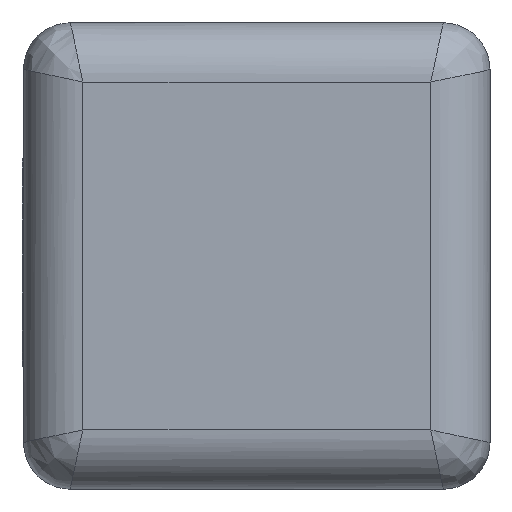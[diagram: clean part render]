
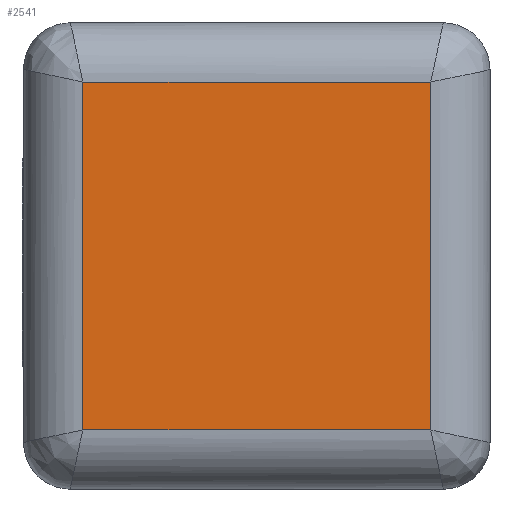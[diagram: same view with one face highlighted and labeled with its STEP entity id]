
A CAD part, left-side view. The second image highlights one B-rep face of the part: STEP entity #2541.
In plain terms, the highlighted planar face has unit normal (-1, 0, 0).
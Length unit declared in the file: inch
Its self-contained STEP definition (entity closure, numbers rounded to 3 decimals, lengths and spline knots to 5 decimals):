
#64 = VECTOR ( 'NONE', #763, 39.37008 ) ;
#122 = CARTESIAN_POINT ( 'NONE',  ( -0.03937, 0.031, 0.01156 ) ) ;
#390 = VERTEX_POINT ( 'NONE', #1737 ) ;
#598 = VERTEX_POINT ( 'NONE', #7748 ) ;
#763 = DIRECTION ( 'NONE',  ( 0., 1., 0. ) ) ;
#880 = DIRECTION ( 'NONE',  ( 1., 0., 0. ) ) ;
#1231 = LINE ( 'NONE', #4464, #8240 ) ;
#1449 = LINE ( 'NONE', #6102, #64 ) ;
#1451 = VERTEX_POINT ( 'NONE', #6158 ) ;
#1467 = EDGE_CURVE ( 'NONE', #7110, #1451, #1449, .T. ) ;
#1489 = LINE ( 'NONE', #7569, #3315 ) ;
#1511 = DIRECTION ( 'NONE',  ( 0., 0., 1. ) ) ;
#1737 = CARTESIAN_POINT ( 'NONE',  ( -0.03937, 0.02706, 0.01156 ) ) ;
#2173 = ORIENTED_EDGE ( 'NONE', *, *, #5008, .F. ) ;
#2541 = ADVANCED_FACE ( 'NONE', ( #3452 ), #5500, .F. ) ;
#2766 = VECTOR ( 'NONE', #7640, 39.37008 ) ;
#3005 = ORIENTED_EDGE ( 'NONE', *, *, #1467, .F. ) ;
#3315 = VECTOR ( 'NONE', #1511, 39.37008 ) ;
#3452 = FACE_OUTER_BOUND ( 'NONE', #8096, .T. ) ;
#3490 = EDGE_CURVE ( 'NONE', #390, #598, #4587, .T. ) ;
#3934 = ORIENTED_EDGE ( 'NONE', *, *, #3490, .F. ) ;
#4464 = CARTESIAN_POINT ( 'NONE',  ( -0.03937, 0.00394, 0.0155 ) ) ;
#4587 = LINE ( 'NONE', #122, #2766 ) ;
#4959 = CARTESIAN_POINT ( 'NONE',  ( -0.03937, 0.031, 0.0155 ) ) ;
#5008 = EDGE_CURVE ( 'NONE', #1451, #390, #1489, .T. ) ;
#5500 = PLANE ( 'NONE',  #6153 ) ;
#5653 = DIRECTION ( 'NONE',  ( 0., 0., -1. ) ) ;
#6102 = CARTESIAN_POINT ( 'NONE',  ( -0.03937, 0.031, -0.01156 ) ) ;
#6153 = AXIS2_PLACEMENT_3D ( 'NONE', #4959, #880, #5653 ) ;
#6158 = CARTESIAN_POINT ( 'NONE',  ( -0.03937, 0.02706, -0.01156 ) ) ;
#7110 = VERTEX_POINT ( 'NONE', #7979 ) ;
#7569 = CARTESIAN_POINT ( 'NONE',  ( -0.03937, 0.02706, 0.0155 ) ) ;
#7640 = DIRECTION ( 'NONE',  ( 0., -1., 0. ) ) ;
#7748 = CARTESIAN_POINT ( 'NONE',  ( -0.03937, 0.00394, 0.01156 ) ) ;
#7979 = CARTESIAN_POINT ( 'NONE',  ( -0.03937, 0.00394, -0.01156 ) ) ;
#8096 = EDGE_LOOP ( 'NONE', ( #3934, #2173, #3005, #8683 ) ) ;
#8240 = VECTOR ( 'NONE', #8511, 39.37008 ) ;
#8511 = DIRECTION ( 'NONE',  ( 0., 0., -1. ) ) ;
#8683 = ORIENTED_EDGE ( 'NONE', *, *, #8759, .F. ) ;
#8759 = EDGE_CURVE ( 'NONE', #598, #7110, #1231, .T. ) ;
